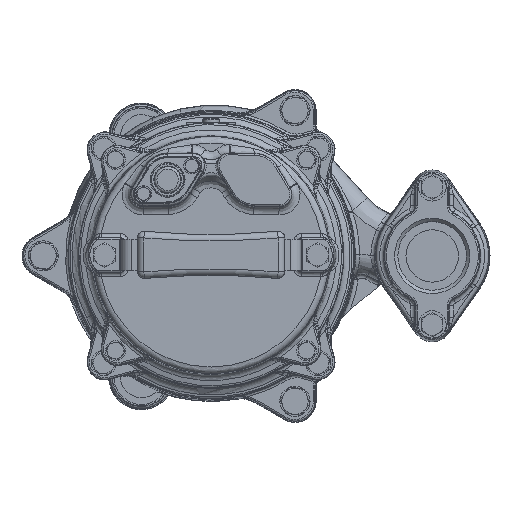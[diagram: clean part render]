
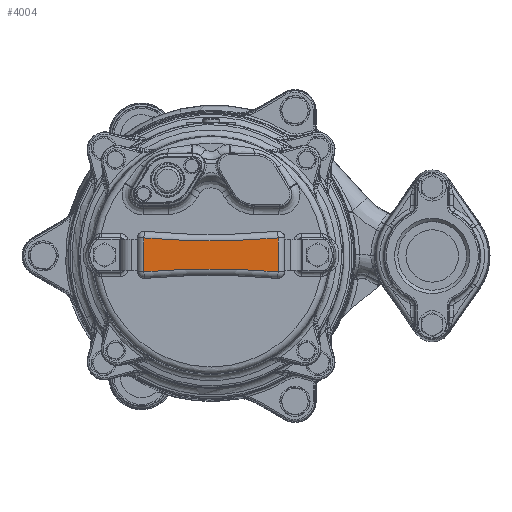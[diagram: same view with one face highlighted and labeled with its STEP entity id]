
A CAD part, top view. The second image highlights one B-rep face of the part: STEP entity #4004.
In plain terms, the highlighted planar face has unit normal (0, 0, 1).
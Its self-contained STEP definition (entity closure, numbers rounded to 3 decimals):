
#2515=PLANE('',#37047);
#4004=ADVANCED_FACE('',(#6750),#2515,.T.);
#6750=FACE_OUTER_BOUND('',#8894,.T.);
#8894=EDGE_LOOP('',(#17176,#17177,#17178,#17179));
#13453=CIRCLE('',#37045,454.);
#13454=CIRCLE('',#37046,454.);
#17176=ORIENTED_EDGE('',*,*,#30249,.T.);
#17177=ORIENTED_EDGE('',*,*,#30250,.T.);
#17178=ORIENTED_EDGE('',*,*,#30251,.T.);
#17179=ORIENTED_EDGE('',*,*,#30252,.T.);
#26489=VERTEX_POINT('',#64589);
#26490=VERTEX_POINT('',#64590);
#26491=VERTEX_POINT('',#64592);
#26492=VERTEX_POINT('',#64594);
#30249=EDGE_CURVE('',#26489,#26490,#13453,.T.);
#30250=EDGE_CURVE('',#26490,#26491,#34693,.T.);
#30251=EDGE_CURVE('',#26491,#26492,#13454,.T.);
#30252=EDGE_CURVE('',#26492,#26489,#34694,.T.);
#34693=LINE('',#64591,#35821);
#34694=LINE('',#64595,#35822);
#35821=VECTOR('',#40721,1.);
#35822=VECTOR('',#40724,1.);
#37045=AXIS2_PLACEMENT_3D('',#64588,#40719,#40720);
#37046=AXIS2_PLACEMENT_3D('',#64593,#40722,#40723);
#37047=AXIS2_PLACEMENT_3D('',#64596,#40725,#40726);
#40719=DIRECTION('',(0.,0.,-1.));
#40720=DIRECTION('',(0.,-1.,0.));
#40721=DIRECTION('',(0.,1.,0.));
#40722=DIRECTION('',(0.,0.,-1.));
#40723=DIRECTION('',(0.,-1.,0.));
#40724=DIRECTION('',(0.,-1.,0.));
#40725=DIRECTION('',(0.,0.,1.));
#40726=DIRECTION('',(0.,-1.,0.));
#64588=CARTESIAN_POINT('',(0.,-462.5,94.5));
#64589=CARTESIAN_POINT('',(-41.,-10.355,94.5));
#64590=CARTESIAN_POINT('',(41.,-10.355,94.5));
#64591=CARTESIAN_POINT('',(41.,10.365,94.5));
#64592=CARTESIAN_POINT('',(41.,10.355,94.5));
#64593=CARTESIAN_POINT('',(0.,462.5,94.5));
#64594=CARTESIAN_POINT('',(-41.,10.355,94.5));
#64595=CARTESIAN_POINT('',(-41.,10.365,94.5));
#64596=CARTESIAN_POINT('',(-41.01,10.365,94.5));
